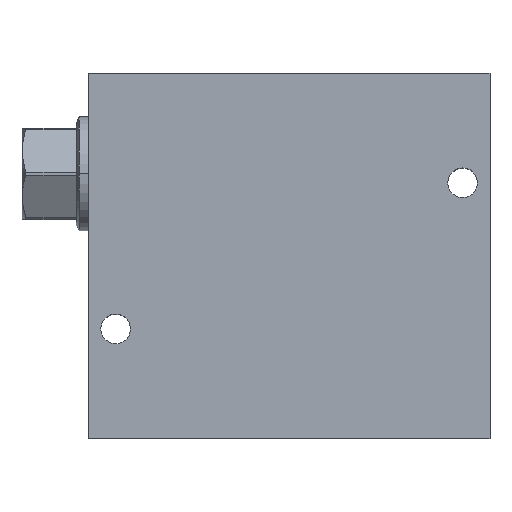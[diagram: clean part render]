
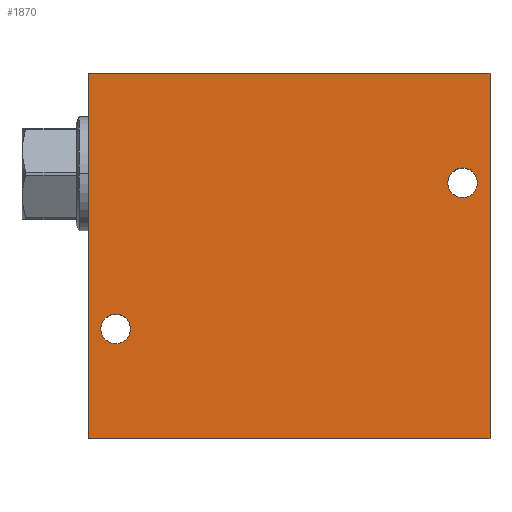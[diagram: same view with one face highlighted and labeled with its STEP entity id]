
A CAD part, top view. The second image highlights one B-rep face of the part: STEP entity #1870.
In plain terms, the highlighted planar face has unit normal (0, 0, 1).
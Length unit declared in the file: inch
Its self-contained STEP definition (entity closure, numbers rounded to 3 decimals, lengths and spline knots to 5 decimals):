
#113=DIRECTION('',(0.,-1.,0.));
#114=VECTOR('',#113,5.);
#115=CARTESIAN_POINT('',(0.,0.,2.5));
#116=LINE('',#115,#114);
#117=DIRECTION('',(-1.,0.,0.));
#118=VECTOR('',#117,5.5);
#119=CARTESIAN_POINT('',(5.5,0.,2.5));
#120=LINE('',#119,#118);
#121=DIRECTION('',(0.,1.,0.));
#122=VECTOR('',#121,5.);
#123=CARTESIAN_POINT('',(5.5,-5.,2.5));
#124=LINE('',#123,#122);
#125=DIRECTION('',(1.,0.,0.));
#126=VECTOR('',#125,5.5);
#127=CARTESIAN_POINT('',(0.,-5.,2.5));
#128=LINE('',#127,#126);
#129=CARTESIAN_POINT('',(5.125,-1.5,2.5));
#130=DIRECTION('',(0.,0.,-1.));
#131=DIRECTION('',(-1.,0.,0.));
#132=AXIS2_PLACEMENT_3D('',#129,#130,#131);
#134=CARTESIAN_POINT('',(5.125,-1.5,2.5));
#135=DIRECTION('',(0.,0.,-1.));
#136=DIRECTION('',(1.,0.,0.));
#137=AXIS2_PLACEMENT_3D('',#134,#135,#136);
#139=CARTESIAN_POINT('',(0.375,-3.5,2.5));
#140=DIRECTION('',(0.,0.,-1.));
#141=DIRECTION('',(-1.,0.,0.));
#142=AXIS2_PLACEMENT_3D('',#139,#140,#141);
#144=CARTESIAN_POINT('',(0.375,-3.5,2.5));
#145=DIRECTION('',(0.,0.,-1.));
#146=DIRECTION('',(1.,0.,0.));
#147=AXIS2_PLACEMENT_3D('',#144,#145,#146);
#1519=CARTESIAN_POINT('',(0.,0.,2.5));
#1520=CARTESIAN_POINT('',(0.,-5.,2.5));
#1521=VERTEX_POINT('',#1519);
#1522=VERTEX_POINT('',#1520);
#1523=CARTESIAN_POINT('',(5.5,-5.,2.5));
#1524=VERTEX_POINT('',#1523);
#1525=CARTESIAN_POINT('',(5.5,0.,2.5));
#1526=VERTEX_POINT('',#1525);
#1531=CARTESIAN_POINT('',(4.922,-1.5,2.5));
#1532=CARTESIAN_POINT('',(5.328,-1.5,2.5));
#1533=VERTEX_POINT('',#1531);
#1534=VERTEX_POINT('',#1532);
#1539=CARTESIAN_POINT('',(0.172,-3.5,2.5));
#1540=CARTESIAN_POINT('',(0.578,-3.5,2.5));
#1541=VERTEX_POINT('',#1539);
#1542=VERTEX_POINT('',#1540);
#1847=CARTESIAN_POINT('',(0.,0.,2.5));
#1848=DIRECTION('',(0.,0.,1.));
#1849=DIRECTION('',(1.,0.,0.));
#1850=AXIS2_PLACEMENT_3D('',#1847,#1848,#1849);
#1851=PLANE('',#1850);
#1852=ORIENTED_EDGE('',*,*,#1769,.F.);
#1853=ORIENTED_EDGE('',*,*,#1790,.F.);
#1854=ORIENTED_EDGE('',*,*,#1810,.F.);
#1855=ORIENTED_EDGE('',*,*,#1829,.F.);
#1856=EDGE_LOOP('',(#1852,#1853,#1854,#1855));
#1857=FACE_OUTER_BOUND('',#1856,.F.);
#1859=ORIENTED_EDGE('',*,*,#1858,.F.);
#1861=ORIENTED_EDGE('',*,*,#1860,.F.);
#1862=EDGE_LOOP('',(#1859,#1861));
#1863=FACE_BOUND('',#1862,.F.);
#1865=ORIENTED_EDGE('',*,*,#1864,.F.);
#1867=ORIENTED_EDGE('',*,*,#1866,.F.);
#1868=EDGE_LOOP('',(#1865,#1867));
#1869=FACE_BOUND('',#1868,.F.);
#1870=ADVANCED_FACE('',(#1857,#1863,#1869),#1851,.T.);
#133=CIRCLE('',#132,0.203);
#138=CIRCLE('',#137,0.203);
#143=CIRCLE('',#142,0.203);
#148=CIRCLE('',#147,0.203);
#1769=EDGE_CURVE('',#1521,#1522,#116,.T.);
#1790=EDGE_CURVE('',#1526,#1521,#120,.T.);
#1810=EDGE_CURVE('',#1524,#1526,#124,.T.);
#1829=EDGE_CURVE('',#1522,#1524,#128,.T.);
#1858=EDGE_CURVE('',#1533,#1534,#133,.T.);
#1860=EDGE_CURVE('',#1534,#1533,#138,.T.);
#1864=EDGE_CURVE('',#1541,#1542,#143,.T.);
#1866=EDGE_CURVE('',#1542,#1541,#148,.T.);
